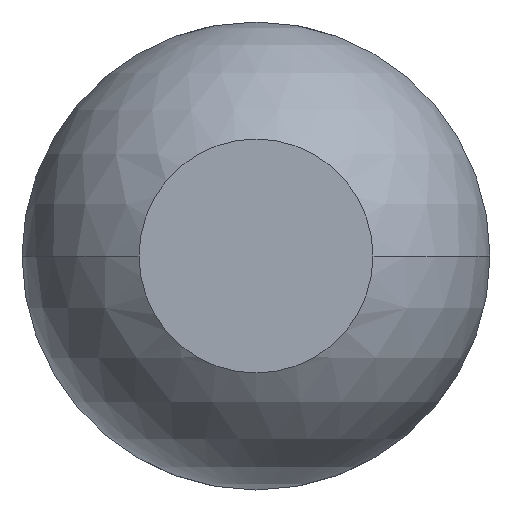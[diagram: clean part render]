
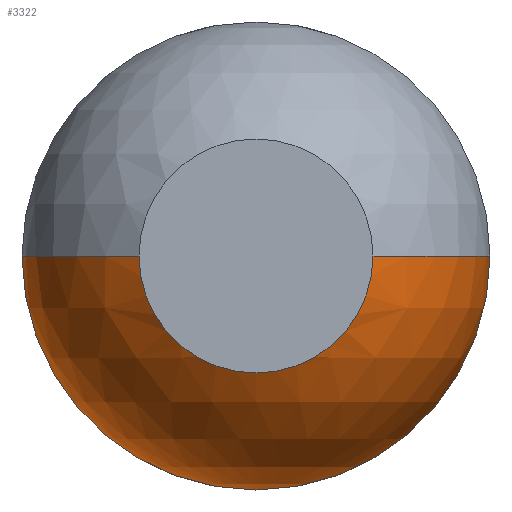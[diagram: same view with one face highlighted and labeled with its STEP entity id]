
A CAD part, front view. The second image highlights one B-rep face of the part: STEP entity #3322.
In plain terms, the highlighted spherical face has radius 0.5 mm.
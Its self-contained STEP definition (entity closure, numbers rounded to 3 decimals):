
#45 = DIRECTION ( 'NONE',  ( 0., 1., 0. ) ) ;
#69 = CARTESIAN_POINT ( 'NONE',  ( 0., -20., 0. ) ) ;
#296 = FACE_OUTER_BOUND ( 'NONE', #603, .T. ) ;
#345 = DIRECTION ( 'NONE',  ( 0., 1., 0. ) ) ;
#415 = AXIS2_PLACEMENT_3D ( 'NONE', #1770, #345, #2297 ) ;
#505 = CARTESIAN_POINT ( 'NONE',  ( 0.5, -19.567, 0. ) ) ;
#507 = AXIS2_PLACEMENT_3D ( 'NONE', #1244, #2378, #1558 ) ;
#528 = CARTESIAN_POINT ( 'NONE',  ( 0., -20., 0. ) ) ;
#591 = AXIS2_PLACEMENT_3D ( 'NONE', #3298, #1595, #1268 ) ;
#603 = EDGE_LOOP ( 'NONE', ( #1719, #3204, #700, #3082, #751, #1727 ) ) ;
#607 = DIRECTION ( 'NONE',  ( 0., 0., 1. ) ) ;
#634 = DIRECTION ( 'NONE',  ( 0., 1., 0. ) ) ;
#670 = SPHERICAL_SURFACE ( 'NONE', #3530, 0.5 ) ;
#700 = ORIENTED_EDGE ( 'NONE', *, *, #1114, .T. ) ;
#751 = ORIENTED_EDGE ( 'NONE', *, *, #2118, .F. ) ;
#799 = CARTESIAN_POINT ( 'NONE',  ( 0., -20., -0.25 ) ) ;
#845 = VERTEX_POINT ( 'NONE', #799 ) ;
#941 = CIRCLE ( 'NONE', #507, 0.5 ) ;
#955 = EDGE_CURVE ( 'Defeature ausgef�hrt8_0+Defeature ausgef�hrt8_7+Defeature ausgef�hrt8_7+Defeature ausgef�hrt8_7', #845, #1722, #1108, .T. ) ;
#1022 = CIRCLE ( 'NONE', #591, 0.5 ) ;
#1100 = DIRECTION ( 'NONE',  ( 0., 0., 1. ) ) ;
#1108 = CIRCLE ( 'NONE', #1392, 0.25 ) ;
#1114 = EDGE_CURVE ( 'NONE', #1722, #2176, #941, .T. ) ;
#1244 = CARTESIAN_POINT ( 'NONE',  ( 0., -19.567, 0. ) ) ;
#1268 = DIRECTION ( 'NONE',  ( 1., 0., 0. ) ) ;
#1272 = VERTEX_POINT ( 'NONE', #505 ) ;
#1293 = DIRECTION ( 'NONE',  ( 0., 1., 0. ) ) ;
#1392 = AXIS2_PLACEMENT_3D ( 'NONE', #528, #634, #1100 ) ;
#1395 = CARTESIAN_POINT ( 'NONE',  ( 0., -19.567, 0. ) ) ;
#1463 = VERTEX_POINT ( 'NONE', #3020 ) ;
#1558 = DIRECTION ( 'NONE',  ( -1., 0., 0. ) ) ;
#1595 = DIRECTION ( 'NONE',  ( 0., 0., 1. ) ) ;
#1719 = ORIENTED_EDGE ( 'NONE', *, *, #1919, .T. ) ;
#1722 = VERTEX_POINT ( 'NONE', #3435 ) ;
#1727 = ORIENTED_EDGE ( 'NONE', *, *, #3282, .F. ) ;
#1770 = CARTESIAN_POINT ( 'NONE',  ( 0., -19.567, 0. ) ) ;
#1840 = CARTESIAN_POINT ( 'NONE',  ( 0., -19.567, 0. ) ) ;
#1919 = EDGE_CURVE ( 'Defeature ausgef�hrt8_0+Defeature ausgef�hrt8_7+Defeature ausgef�hrt8_7+Defeature ausgef�hrt8_7', #1463, #845, #2846, .T. ) ;
#1956 = CIRCLE ( 'NONE', #415, 0.5 ) ;
#2118 = EDGE_CURVE ( 'Defeature ausgef�hrt8_2+Defeature ausgef�hrt8_0+Defeature ausgef�hrt8_0+Defeature ausgef�hrt8_0', #1272, #2831, #2185, .T. ) ;
#2176 = VERTEX_POINT ( 'NONE', #3315 ) ;
#2185 = CIRCLE ( 'NONE', #3037, 0.5 ) ;
#2280 = DIRECTION ( 'NONE',  ( 1., 0., 0. ) ) ;
#2297 = DIRECTION ( 'NONE',  ( 0., 0., 1. ) ) ;
#2378 = DIRECTION ( 'NONE',  ( 0., 0., -1. ) ) ;
#2481 = DIRECTION ( 'NONE',  ( 0., 0., -1. ) ) ;
#2647 = AXIS2_PLACEMENT_3D ( 'NONE', #69, #45, #607 ) ;
#2759 = EDGE_CURVE ( 'Defeature ausgef�hrt8_2+Defeature ausgef�hrt8_0+Defeature ausgef�hrt8_0+Defeature ausgef�hrt8_0', #2831, #2176, #1956, .T. ) ;
#2831 = VERTEX_POINT ( 'NONE', #2867 ) ;
#2846 = CIRCLE ( 'NONE', #2647, 0.25 ) ;
#2867 = CARTESIAN_POINT ( 'NONE',  ( 0., -19.567, -0.5 ) ) ;
#3020 = CARTESIAN_POINT ( 'NONE',  ( 0.25, -20., 0. ) ) ;
#3037 = AXIS2_PLACEMENT_3D ( 'NONE', #1840, #1293, #3559 ) ;
#3082 = ORIENTED_EDGE ( 'NONE', *, *, #2759, .F. ) ;
#3204 = ORIENTED_EDGE ( 'NONE', *, *, #955, .T. ) ;
#3282 = EDGE_CURVE ( 'NONE', #1463, #1272, #1022, .T. ) ;
#3298 = CARTESIAN_POINT ( 'NONE',  ( 0., -19.567, 0. ) ) ;
#3315 = CARTESIAN_POINT ( 'NONE',  ( -0.5, -19.567, 0. ) ) ;
#3322 = ADVANCED_FACE ( 'Defeature ausgef�hrt8_0', ( #296 ), #670, .T. ) ;
#3435 = CARTESIAN_POINT ( 'NONE',  ( -0.25, -20., 0. ) ) ;
#3530 = AXIS2_PLACEMENT_3D ( 'NONE', #1395, #2481, #2280 ) ;
#3559 = DIRECTION ( 'NONE',  ( 0., 0., 1. ) ) ;
